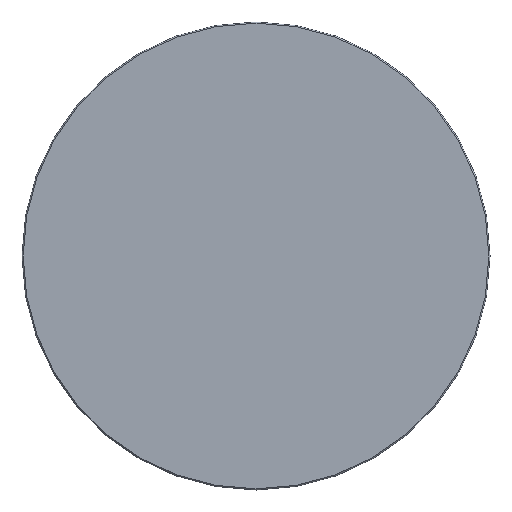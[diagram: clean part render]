
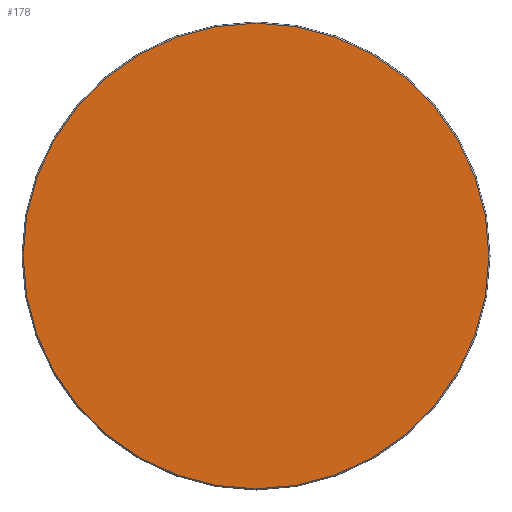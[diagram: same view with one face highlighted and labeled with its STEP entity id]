
A CAD part, front view. The second image highlights one B-rep face of the part: STEP entity #178.
In plain terms, the highlighted planar face has unit normal (0, -1, 0).
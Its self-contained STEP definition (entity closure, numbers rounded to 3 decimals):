
#19 = FACE_OUTER_BOUND ( 'NONE', #88, .T. ) ;
#32 = CARTESIAN_POINT ( 'NONE',  ( -39.8, 0., 0. ) ) ;
#38 = PLANE ( 'NONE',  #63 ) ;
#52 = ORIENTED_EDGE ( 'NONE', *, *, #72, .F. ) ;
#54 = CARTESIAN_POINT ( 'NONE',  ( 39.8, 0., 0. ) ) ;
#61 = DIRECTION ( 'NONE',  ( 1., 0., 0. ) ) ;
#63 = AXIS2_PLACEMENT_3D ( 'NONE', #125, #119, #61 ) ;
#70 = CARTESIAN_POINT ( 'NONE',  ( 0., 0., 0. ) ) ;
#72 = EDGE_CURVE ( 'NONE', #203, #77, #236, .T. ) ;
#77 = VERTEX_POINT ( 'NONE', #54 ) ;
#88 = EDGE_LOOP ( 'NONE', ( #52, #114 ) ) ;
#96 = DIRECTION ( 'NONE',  ( -1., 0., 0. ) ) ;
#114 = ORIENTED_EDGE ( 'NONE', *, *, #171, .F. ) ;
#119 = DIRECTION ( 'NONE',  ( 0., -1., 0. ) ) ;
#125 = CARTESIAN_POINT ( 'NONE',  ( 0., 0., 0. ) ) ;
#131 = AXIS2_PLACEMENT_3D ( 'NONE', #70, #246, #96 ) ;
#142 = CARTESIAN_POINT ( 'NONE',  ( 0., 0., 0. ) ) ;
#171 = EDGE_CURVE ( 'NONE', #77, #203, #231, .T. ) ;
#178 = ADVANCED_FACE ( 'NONE', ( #19 ), #38, .T. ) ;
#183 = AXIS2_PLACEMENT_3D ( 'NONE', #142, #255, #229 ) ;
#203 = VERTEX_POINT ( 'NONE', #32 ) ;
#229 = DIRECTION ( 'NONE',  ( -1., 0., 0. ) ) ;
#231 = CIRCLE ( 'NONE', #183, 39.8 ) ;
#236 = CIRCLE ( 'NONE', #131, 39.8 ) ;
#246 = DIRECTION ( 'NONE',  ( 0., 1., 0. ) ) ;
#255 = DIRECTION ( 'NONE',  ( 0., 1., 0. ) ) ;
